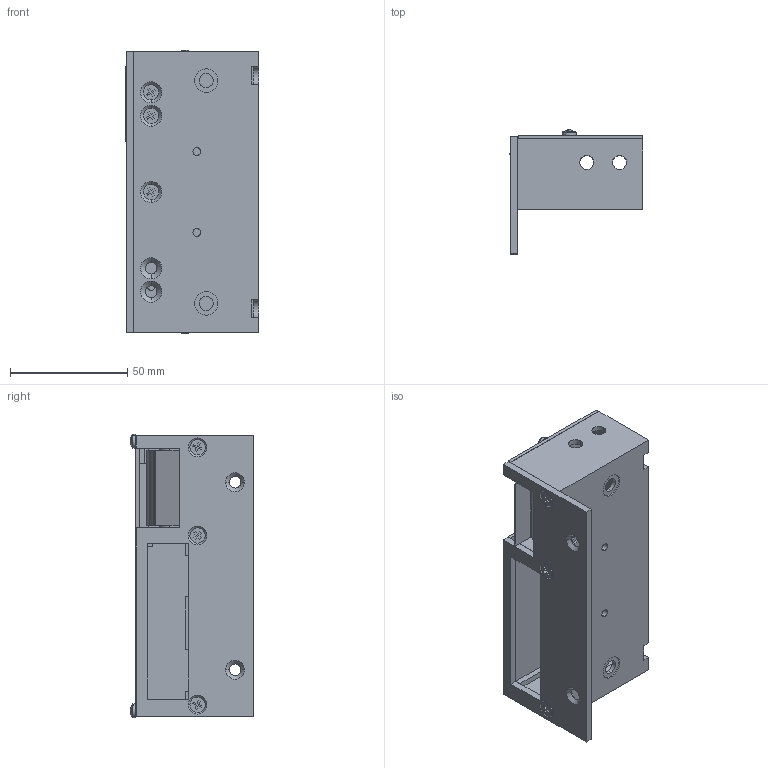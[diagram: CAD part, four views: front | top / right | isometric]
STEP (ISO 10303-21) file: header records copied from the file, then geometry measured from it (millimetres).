
FILE_DESCRIPTION (( 'STEP AP214' ), '1' );
FILE_NAME ('SEA1120R_STPALL2.STEP', '2024-06-18T08:34:18', ( '' ), ( '' ), 'SwSTEP 2.0', 'SolidWorks 2020', '' );
FILE_SCHEMA (( 'AUTOMOTIVE_DESIGN' ));
Length unit declared in the file: millimetre
Products named in the file (9): S23 BOFETON_1; S23 PORTA PESTILLO_1; S23 ARMADURA_1; TORNILLO M3X5_1; TORNILLO M4X8_1; S23 TAPA LATERAL_1; SEA1120R_STPALL2; S23 PESTILLO_1; S23 CAJA GRANDE_1
Assembly tree (14 placements, depth 2):
  SEA1120R_STPALL2
    S23 CAJA GRANDE_1
    S23 BOFETON_1
    S23 PORTA PESTILLO_1
    S23 PESTILLO_1
    S23 ARMADURA_1
    S23 TAPA LATERAL_1
    TORNILLO M3X5_1  x2
    TORNILLO M4X8_1  x6
Bounding box: 57.11 x 52.77 x 120.94 mm (x, y, z)
Volume: 81475.2 mm3; surface area: 70673.4 mm2
Topology: 14 solids, 14 shells, 745 faces, 1984 edges, 1303 vertices
Faces by surface type: plane 461, cylinder 116, bspline 110, cone 58
Entity records: 26950 total; most frequent: CARTESIAN_POINT 4788, ORIENTED_EDGE 3312, DIRECTION 2744, EDGE_CURVE 1656, LINE 1190, VECTOR 1190, VERTEX_POINT 1093, AXIS2_PLACEMENT_3D 777
